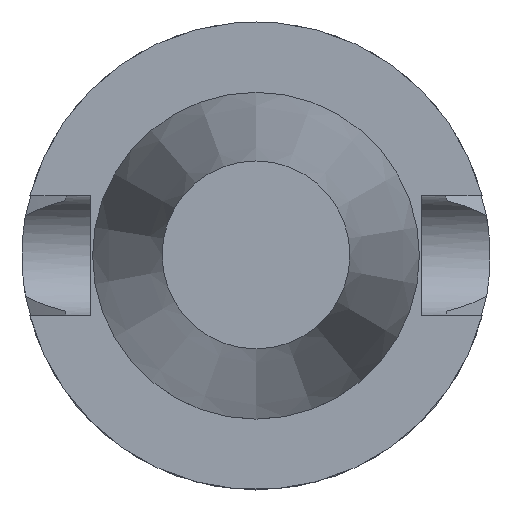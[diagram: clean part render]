
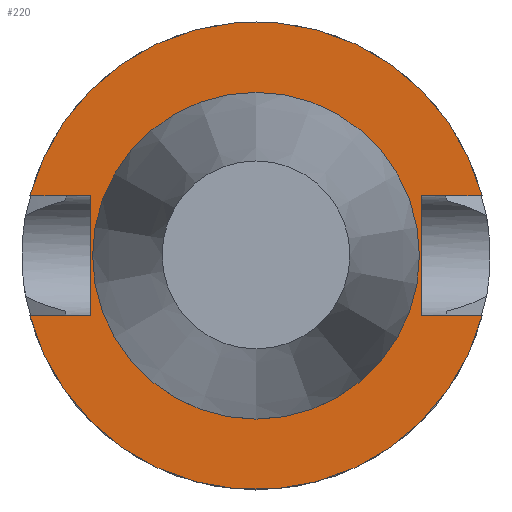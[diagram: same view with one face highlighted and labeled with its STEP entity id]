
A CAD part, top view. The second image highlights one B-rep face of the part: STEP entity #220.
In plain terms, the highlighted planar face has unit normal (0, 0, 1).
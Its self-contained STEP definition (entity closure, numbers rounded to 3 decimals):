
#140=EDGE_CURVE('240[2]',#384,#385,#386,.T.);
#161=EDGE_CURVE('240[2]',#416,#417,#418,.T.);
#167=EDGE_CURVE('240[2]',#425,#370,#426,.T.);
#194=EDGE_CURVE('240[2]',#420,#416,#466,.T.);
#217=EDGE_CURVE('240[2]',#498,#384,#499,.T.);
#220=ADVANCED_FACE('240[2]',(#502,#503),#504,.T.);
#232=EDGE_CURVE('240[2]',#385,#420,#517,.T.);
#241=EDGE_CURVE('240[2]',#417,#425,#528,.T.);
#255=EDGE_CURVE('240[2]',#546,#546,#547,.T.);
#284=EDGE_CURVE('240[2]',#370,#498,#581,.T.);
#370=VERTEX_POINT('',#697);
#384=VERTEX_POINT('',#738);
#385=VERTEX_POINT('',#739);
#386=LINE('',#740,#741);
#416=VERTEX_POINT('',#855);
#417=VERTEX_POINT('',#856);
#418=LINE('',#857,#858);
#420=VERTEX_POINT('',#861);
#425=VERTEX_POINT('',#870);
#426=CIRCLE('',#871,50.);
#466=LINE('',#927,#928);
#498=VERTEX_POINT('',#992);
#499=LINE('',#993,#994);
#502=FACE_OUTER_BOUND('',#998,.T.);
#503=FACE_BOUND('',#999,.T.);
#504=PLANE('',#1000);
#517=CIRCLE('',#1086,50.);
#528=LINE('',#1103,#1104);
#546=VERTEX_POINT('',#1137);
#547=CIRCLE('',#1138,34.925);
#581=LINE('',#1241,#1242);
#697=CARTESIAN_POINT('',(48.321,-12.85,-1.5));
#738=CARTESIAN_POINT('',(35.4,12.85,-1.5));
#739=CARTESIAN_POINT('',(48.321,12.85,-1.5));
#740=CARTESIAN_POINT('',(17.7,12.85,-1.5));
#741=VECTOR('',#1365,1.0);
#855=CARTESIAN_POINT('',(-35.4,12.85,-1.5));
#856=CARTESIAN_POINT('',(-35.4,-12.85,-1.5));
#857=CARTESIAN_POINT('',(-35.4,14.806,-1.5));
#858=VECTOR('',#1402,1.0);
#861=CARTESIAN_POINT('',(-48.321,12.85,-1.5));
#870=CARTESIAN_POINT('',(-48.321,-12.85,-1.5));
#871=AXIS2_PLACEMENT_3D('',#1405,#1406,#1407);
#927=CARTESIAN_POINT('',(-17.7,12.85,-1.5));
#928=VECTOR('',#1449,1.0);
#992=CARTESIAN_POINT('',(35.4,-12.85,-1.5));
#993=CARTESIAN_POINT('',(35.4,21.231,-1.5));
#994=VECTOR('',#1491,1.0);
#998=EDGE_LOOP('',(#1493,#1494,#1495,#1496,#1497,#1498,#1499,#1500));
#999=EDGE_LOOP('',(#1501));
#1000=AXIS2_PLACEMENT_3D('',#1502,#1503,#1504);
#1086=AXIS2_PLACEMENT_3D('',#1513,#1514,#1515);
#1103=CARTESIAN_POINT('',(-17.7,-12.85,-1.5));
#1104=VECTOR('',#1526,1.0);
#1137=CARTESIAN_POINT('',(0.,34.925,-1.5));
#1138=AXIS2_PLACEMENT_3D('',#1551,#1552,#1553);
#1241=CARTESIAN_POINT('',(17.7,-12.85,-1.5));
#1242=VECTOR('',#1586,1.0);
#1365=DIRECTION('',(1.0,-0.0,0.));
#1402=DIRECTION('',(0.0,-1.0,0.));
#1405=CARTESIAN_POINT('',(0.,0.,-1.5));
#1406=DIRECTION('',(0.,0.,1.0));
#1407=DIRECTION('',(0.,1.0,0.));
#1449=DIRECTION('',(1.0,-0.0,0.));
#1491=DIRECTION('',(0.0,1.0,0.));
#1493=ORIENTED_EDGE('',*,*,#241,.T.);
#1494=ORIENTED_EDGE('',*,*,#167,.T.);
#1495=ORIENTED_EDGE('',*,*,#284,.T.);
#1496=ORIENTED_EDGE('',*,*,#217,.T.);
#1497=ORIENTED_EDGE('',*,*,#140,.T.);
#1498=ORIENTED_EDGE('',*,*,#232,.T.);
#1499=ORIENTED_EDGE('',*,*,#194,.T.);
#1500=ORIENTED_EDGE('',*,*,#161,.T.);
#1501=ORIENTED_EDGE('',*,*,#255,.F.);
#1502=CARTESIAN_POINT('',(0.,42.463,-1.5));
#1503=DIRECTION('',(0.,0.,1.0));
#1504=DIRECTION('',(1.0,0.,0.0));
#1513=CARTESIAN_POINT('',(0.,0.,-1.5));
#1514=DIRECTION('',(0.,0.,1.0));
#1515=DIRECTION('',(0.,1.0,0.));
#1526=DIRECTION('',(-1.0,-0.0,0.));
#1551=CARTESIAN_POINT('',(0.,0.,-1.5));
#1552=DIRECTION('',(0.,0.,1.0));
#1553=DIRECTION('',(0.,1.0,0.));
#1586=DIRECTION('',(-1.0,-0.0,0.));
